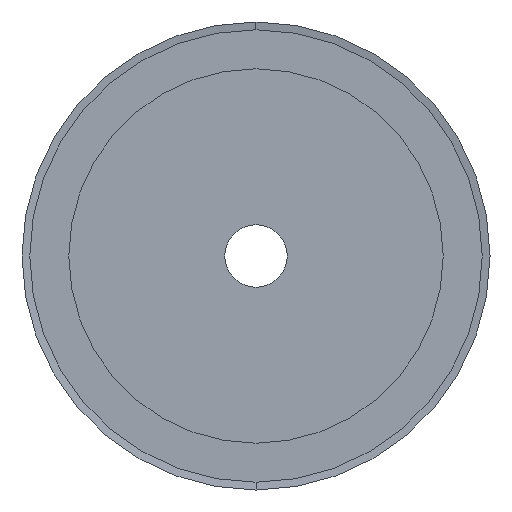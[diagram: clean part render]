
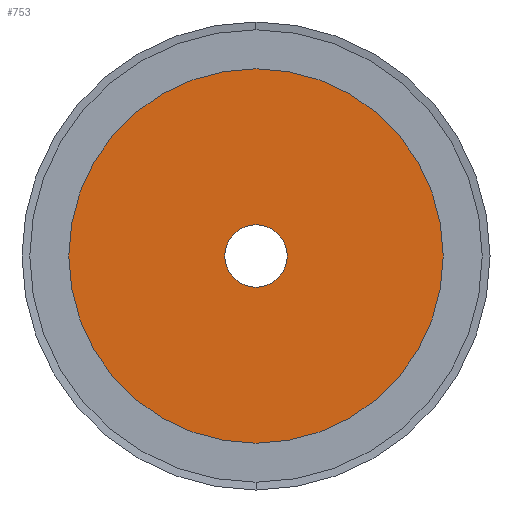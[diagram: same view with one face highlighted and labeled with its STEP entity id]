
A CAD part, left-side view. The second image highlights one B-rep face of the part: STEP entity #753.
In plain terms, the highlighted planar face has unit normal (-1, 0, 0).
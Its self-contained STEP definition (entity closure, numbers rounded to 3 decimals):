
#753=ADVANCED_FACE('',(#1506,#1507),#1508,.T.);
#1506=FACE_OUTER_BOUND('',#2253,.T.);
#1507=FACE_BOUND('',#2254,.T.);
#1508=PLANE('',#2255);
#2253=EDGE_LOOP('',(#4629,#4630));
#2254=EDGE_LOOP('',(#4631,#4632));
#2255=AXIS2_PLACEMENT_3D('',#4633,#4634,#4635);
#4629=ORIENTED_EDGE('',*,*,#4662,.F.);
#4630=ORIENTED_EDGE('',*,*,#5582,.F.);
#4631=ORIENTED_EDGE('',*,*,#4649,.T.);
#4632=ORIENTED_EDGE('',*,*,#5588,.T.);
#4633=CARTESIAN_POINT('',(-20.0,0.0,-15.0));
#4634=DIRECTION('',(-1.0,0.0,0.0));
#4635=DIRECTION('',(0.0,0.0,1.0));
#4649=EDGE_CURVE('',#5595,#5599,#5601,.T.);
#4662=EDGE_CURVE('',#5619,#5622,#5623,.T.);
#5582=EDGE_CURVE('',#5622,#5619,#6996,.T.);
#5588=EDGE_CURVE('',#5599,#5595,#7002,.T.);
#5595=VERTEX_POINT('',#7009);
#5599=VERTEX_POINT('',#7014);
#5601=CIRCLE('',#7017,6.0);
#5619=VERTEX_POINT('',#7039);
#5622=VERTEX_POINT('',#7043);
#5623=CIRCLE('',#7044,36.0);
#6996=CIRCLE('',#8755,36.0);
#7002=CIRCLE('',#8761,6.0);
#7009=CARTESIAN_POINT('',(-20.0,0.0,-6.0));
#7014=CARTESIAN_POINT('',(-20.0,0.,6.0));
#7017=AXIS2_PLACEMENT_3D('',#8771,#8772,#8773);
#7039=CARTESIAN_POINT('',(-20.0,0.0,-36.0));
#7043=CARTESIAN_POINT('',(-20.0,0.,36.0));
#7044=AXIS2_PLACEMENT_3D('',#8791,#8792,#8793);
#8755=AXIS2_PLACEMENT_3D('',#10173,#10174,#10175);
#8761=AXIS2_PLACEMENT_3D('',#10179,#10180,#10181);
#8771=CARTESIAN_POINT('',(-20.0,0.0,0.0));
#8772=DIRECTION('',(1.0,-0.0,0.0));
#8773=DIRECTION('',(0.0,0.0,-1.0));
#8791=CARTESIAN_POINT('',(-20.0,0.0,0.0));
#8792=DIRECTION('',(1.0,0.0,0.0));
#8793=DIRECTION('',(0.0,0.0,-1.0));
#10173=CARTESIAN_POINT('',(-20.0,0.0,0.0));
#10174=DIRECTION('',(1.0,0.0,0.0));
#10175=DIRECTION('',(0.0,0.0,-1.0));
#10179=CARTESIAN_POINT('',(-20.0,0.0,0.0));
#10180=DIRECTION('',(1.0,-0.0,0.0));
#10181=DIRECTION('',(0.0,0.0,-1.0));
